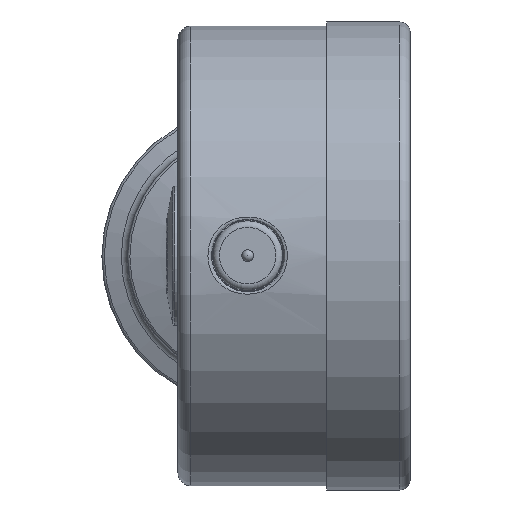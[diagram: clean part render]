
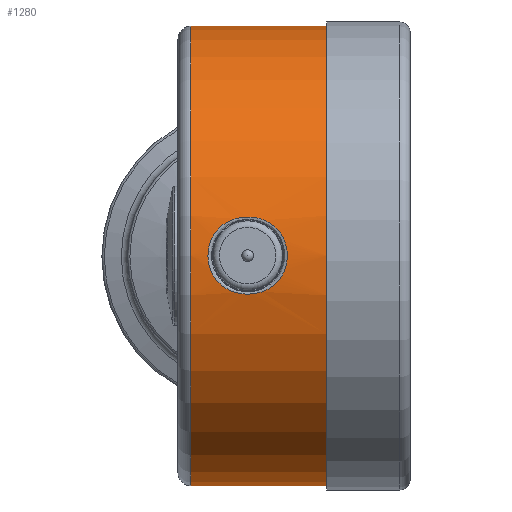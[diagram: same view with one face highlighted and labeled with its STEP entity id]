
A CAD part, top view. The second image highlights one B-rep face of the part: STEP entity #1280.
In plain terms, the highlighted cylindrical face has radius 49.5 mm (diameter 99 mm), a full revolution.
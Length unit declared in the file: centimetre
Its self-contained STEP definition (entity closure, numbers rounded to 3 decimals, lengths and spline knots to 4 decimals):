
#71=LINE('',#2004,#109);
#72=LINE('',#2022,#110);
#109=VECTOR('',#1571,1.3856);
#110=VECTOR('',#1574,1.3856);
#147=B_SPLINE_CURVE_WITH_KNOTS('',3,(#1969,#1970,#1971,#1972,#1973,#1974,
#1975,#1976,#1977,#1978,#1979,#1980,#1981,#1982),.UNSPECIFIED.,.F.,.F.,
(4,1,1,1,1,1,1,1,1,1,1,4),(1.4084,1.5058,1.8822,
2.2587,2.6351,3.0115,3.5135,3.7644,
4.1409,4.5173,4.8938,5.2702),
 .UNSPECIFIED.);
#148=B_SPLINE_CURVE_WITH_KNOTS('',3,(#1983,#1984,#1985,#1986,#1987,#1988,
#1989,#1990,#1991,#1992),.UNSPECIFIED.,.F.,.F.,(4,3,3,4),(0.,0.305,
0.8725,1.4084),.UNSPECIFIED.);
#149=B_SPLINE_CURVE_WITH_KNOTS('',3,(#1997,#1998,#1999,#2000,#2001,#2002),
 .UNSPECIFIED.,.F.,.F.,(4,2,4),(0.7004,0.9845,1.2685),
 .UNSPECIFIED.);
#150=B_SPLINE_CURVE_WITH_KNOTS('',3,(#2006,#2007,#2008,#2009,#2010,#2011),
 .UNSPECIFIED.,.F.,.F.,(4,2,4),(6.6066,6.8906,7.1746),
 .UNSPECIFIED.);
#151=B_SPLINE_CURVE_WITH_KNOTS('',3,(#2015,#2016,#2017,#2018,#2019,#2020),
 .UNSPECIFIED.,.F.,.F.,(4,2,4),(4.6379,4.922,5.206),
 .UNSPECIFIED.);
#152=B_SPLINE_CURVE_WITH_KNOTS('',3,(#2024,#2025,#2026,#2027,#2028,#2029),
 .UNSPECIFIED.,.F.,.F.,(4,2,4),(2.669,2.9531,3.2371),
 .UNSPECIFIED.);
#169=FACE_BOUND('',#332,.T.);
#170=FACE_BOUND('',#333,.T.);
#171=FACE_BOUND('',#334,.T.);
#208=CYLINDRICAL_SURFACE('',#1377,4.95);
#238=FACE_OUTER_BOUND('',#331,.T.);
#331=EDGE_LOOP('',(#837));
#332=EDGE_LOOP('',(#838,#839));
#333=EDGE_LOOP('',(#840));
#334=EDGE_LOOP('',(#841,#842,#843,#844,#845,#846,#847,#848));
#462=CIRCLE('',#1378,4.95);
#463=CIRCLE('',#1379,4.95);
#464=CIRCLE('',#1380,4.95);
#465=CIRCLE('',#1381,4.95);
#556=VERTEX_POINT('',#1965);
#557=VERTEX_POINT('',#1967);
#558=VERTEX_POINT('',#1968);
#559=VERTEX_POINT('',#1993);
#560=VERTEX_POINT('',#1995);
#561=VERTEX_POINT('',#1996);
#562=VERTEX_POINT('',#2003);
#563=VERTEX_POINT('',#2005);
#564=VERTEX_POINT('',#2012);
#565=VERTEX_POINT('',#2014);
#566=VERTEX_POINT('',#2021);
#567=VERTEX_POINT('',#2023);
#671=EDGE_CURVE('',#556,#556,#462,.T.);
#672=EDGE_CURVE('',#557,#558,#147,.T.);
#673=EDGE_CURVE('',#558,#557,#148,.T.);
#674=EDGE_CURVE('',#559,#559,#463,.T.);
#675=EDGE_CURVE('',#560,#561,#149,.T.);
#676=EDGE_CURVE('',#562,#560,#71,.T.);
#677=EDGE_CURVE('',#563,#562,#150,.T.);
#678=EDGE_CURVE('',#564,#563,#464,.T.);
#679=EDGE_CURVE('',#565,#564,#151,.T.);
#680=EDGE_CURVE('',#566,#565,#72,.T.);
#681=EDGE_CURVE('',#567,#566,#152,.T.);
#682=EDGE_CURVE('',#561,#567,#465,.T.);
#837=ORIENTED_EDGE('',*,*,#671,.F.);
#838=ORIENTED_EDGE('',*,*,#672,.F.);
#839=ORIENTED_EDGE('',*,*,#673,.F.);
#840=ORIENTED_EDGE('',*,*,#674,.T.);
#841=ORIENTED_EDGE('',*,*,#675,.F.);
#842=ORIENTED_EDGE('',*,*,#676,.F.);
#843=ORIENTED_EDGE('',*,*,#677,.F.);
#844=ORIENTED_EDGE('',*,*,#678,.F.);
#845=ORIENTED_EDGE('',*,*,#679,.F.);
#846=ORIENTED_EDGE('',*,*,#680,.F.);
#847=ORIENTED_EDGE('',*,*,#681,.F.);
#848=ORIENTED_EDGE('',*,*,#682,.F.);
#1280=ADVANCED_FACE('',(#238,#169,#170,#171),#208,.T.);
#1377=AXIS2_PLACEMENT_3D('',#1964,#1565,#1566);
#1378=AXIS2_PLACEMENT_3D('',#1966,#1567,#1568);
#1379=AXIS2_PLACEMENT_3D('',#1994,#1569,#1570);
#1380=AXIS2_PLACEMENT_3D('',#2013,#1572,#1573);
#1381=AXIS2_PLACEMENT_3D('',#2030,#1575,#1576);
#1565=DIRECTION('center_axis',(-1.,0.,0.));
#1566=DIRECTION('ref_axis',(0.,-1.,0.));
#1567=DIRECTION('center_axis',(-1.,0.,0.));
#1568=DIRECTION('ref_axis',(0.,1.,0.));
#1569=DIRECTION('center_axis',(-1.,0.,0.));
#1570=DIRECTION('ref_axis',(0.,-1.,0.));
#1571=DIRECTION('',(1.,0.,0.));
#1572=DIRECTION('center_axis',(1.,0.,0.));
#1573=DIRECTION('ref_axis',(0.,-1.,0.));
#1574=DIRECTION('',(-1.,0.,0.));
#1575=DIRECTION('center_axis',(-1.,0.,0.));
#1576=DIRECTION('ref_axis',(0.,-1.,0.));
#1964=CARTESIAN_POINT('Origin',(0.1575,0.,
11.9));
#1965=CARTESIAN_POINT('',(-1.28,-4.95,11.9));
#1966=CARTESIAN_POINT('Origin',(-1.28,0.,
11.9));
#1967=CARTESIAN_POINT('',(-0.0592,0.8292,16.7801));
#1968=CARTESIAN_POINT('',(0.7901,-0.0926,16.8491));
#1969=CARTESIAN_POINT('Ctrl Pts',(-0.0589,0.8294,
16.78));
#1970=CARTESIAN_POINT('Ctrl Pts',(-0.0914,0.8293,
16.78));
#1971=CARTESIAN_POINT('Ctrl Pts',(-0.25,0.8211,
16.7814));
#1972=CARTESIAN_POINT('Ctrl Pts',(-0.5302,0.7415,
16.7953));
#1973=CARTESIAN_POINT('Ctrl Pts',(-0.8138,0.469,
16.8316));
#1974=CARTESIAN_POINT('Ctrl Pts',(-0.9379,0.0954,
16.8544));
#1975=CARTESIAN_POINT('Ctrl Pts',(-0.891,-0.339,
16.8451));
#1976=CARTESIAN_POINT('Ctrl Pts',(-0.65,-0.6598,
16.8074));
#1977=CARTESIAN_POINT('Ctrl Pts',(-0.2999,-0.8188,
16.782));
#1978=CARTESIAN_POINT('Ctrl Pts',(0.0388,-0.8478,
16.7767));
#1979=CARTESIAN_POINT('Ctrl Pts',(0.4102,-0.7411,
16.7954));
#1980=CARTESIAN_POINT('Ctrl Pts',(0.6939,-0.469,
16.8316));
#1981=CARTESIAN_POINT('Ctrl Pts',(0.7767,-0.2193,
16.8468));
#1982=CARTESIAN_POINT('Ctrl Pts',(0.7901,-0.0925,
16.8492));
#1983=CARTESIAN_POINT('Ctrl Pts',(0.7901,-0.0926,
16.8491));
#1984=CARTESIAN_POINT('Ctrl Pts',(0.801,0.0101,
16.8511));
#1985=CARTESIAN_POINT('Ctrl Pts',(0.7937,0.1152,16.8497));
#1986=CARTESIAN_POINT('Ctrl Pts',(0.7681,0.2157,16.8453));
#1987=CARTESIAN_POINT('Ctrl Pts',(0.7204,0.4028,16.8371));
#1988=CARTESIAN_POINT('Ctrl Pts',(0.6068,0.5708,16.8182));
#1989=CARTESIAN_POINT('Ctrl Pts',(0.4493,0.6794,16.8031));
#1990=CARTESIAN_POINT('Ctrl Pts',(0.3006,0.782,16.7889));
#1991=CARTESIAN_POINT('Ctrl Pts',(0.1195,0.8291,16.7801));
#1992=CARTESIAN_POINT('Ctrl Pts',(-0.0592,0.8292,
16.7801));
#1993=CARTESIAN_POINT('',(1.64,4.95,11.9));
#1994=CARTESIAN_POINT('Origin',(1.64,0.,11.9));
#1995=CARTESIAN_POINT('',(0.6928,1.1,7.0738));
#1996=CARTESIAN_POINT('',(1.1,0.6928,6.9987));
#1997=CARTESIAN_POINT('Ctrl Pts',(0.6928,1.1,7.0738));
#1998=CARTESIAN_POINT('Ctrl Pts',(0.7765,1.0473,7.0618));
#1999=CARTESIAN_POINT('Ctrl Pts',(0.8529,0.9856,7.0486));
#2000=CARTESIAN_POINT('Ctrl Pts',(0.9856,0.8529,7.0236));
#2001=CARTESIAN_POINT('Ctrl Pts',(1.0473,0.7765,7.0106));
#2002=CARTESIAN_POINT('Ctrl Pts',(1.1,0.6928,6.9987));
#2003=CARTESIAN_POINT('',(-0.6928,1.1,7.0738));
#2004=CARTESIAN_POINT('',(0.1575,1.1,7.0738));
#2005=CARTESIAN_POINT('',(-1.1,0.6928,6.9987));
#2006=CARTESIAN_POINT('Ctrl Pts',(-1.1,0.6928,6.9987));
#2007=CARTESIAN_POINT('Ctrl Pts',(-1.0473,0.7765,7.0106));
#2008=CARTESIAN_POINT('Ctrl Pts',(-0.9856,0.8529,7.0236));
#2009=CARTESIAN_POINT('Ctrl Pts',(-0.8529,0.9856,7.0486));
#2010=CARTESIAN_POINT('Ctrl Pts',(-0.7765,1.0473,7.0618));
#2011=CARTESIAN_POINT('Ctrl Pts',(-0.6928,1.1,7.0738));
#2012=CARTESIAN_POINT('',(-1.1,-0.6928,6.9987));
#2013=CARTESIAN_POINT('Origin',(-1.1,0.,
11.9));
#2014=CARTESIAN_POINT('',(-0.6928,-1.1,7.0738));
#2015=CARTESIAN_POINT('Ctrl Pts',(-0.6928,-1.1,7.0738));
#2016=CARTESIAN_POINT('Ctrl Pts',(-0.7765,-1.0473,7.0618));
#2017=CARTESIAN_POINT('Ctrl Pts',(-0.8529,-0.9856,
7.0486));
#2018=CARTESIAN_POINT('Ctrl Pts',(-0.9856,-0.8529,
7.0236));
#2019=CARTESIAN_POINT('Ctrl Pts',(-1.0473,-0.7765,
7.0106));
#2020=CARTESIAN_POINT('Ctrl Pts',(-1.1,-0.6928,
6.9987));
#2021=CARTESIAN_POINT('',(0.6928,-1.1,7.0738));
#2022=CARTESIAN_POINT('',(0.1575,-1.1,7.0738));
#2023=CARTESIAN_POINT('',(1.1,-0.6928,6.9987));
#2024=CARTESIAN_POINT('Ctrl Pts',(1.1,-0.6928,6.9987));
#2025=CARTESIAN_POINT('Ctrl Pts',(1.0473,-0.7765,7.0106));
#2026=CARTESIAN_POINT('Ctrl Pts',(0.9856,-0.8529,
7.0236));
#2027=CARTESIAN_POINT('Ctrl Pts',(0.8529,-0.9856,
7.0486));
#2028=CARTESIAN_POINT('Ctrl Pts',(0.7765,-1.0473,7.0618));
#2029=CARTESIAN_POINT('Ctrl Pts',(0.6928,-1.1,7.0738));
#2030=CARTESIAN_POINT('Origin',(1.1,0.,11.9));
